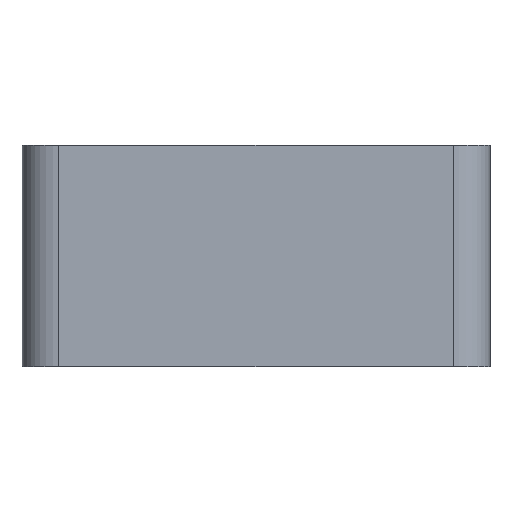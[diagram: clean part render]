
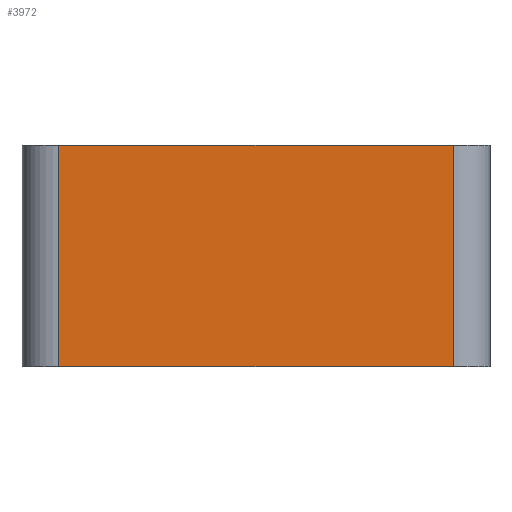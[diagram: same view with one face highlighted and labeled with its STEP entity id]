
A CAD part, front view. The second image highlights one B-rep face of the part: STEP entity #3972.
In plain terms, the highlighted planar face has unit normal (0, -1, 0).
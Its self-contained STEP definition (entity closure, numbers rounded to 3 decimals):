
#214=ORIENTED_EDGE('',*,*,#1028,.T.);
#215=ORIENTED_EDGE('',*,*,#1029,.F.);
#216=ORIENTED_EDGE('',*,*,#1030,.F.);
#217=ORIENTED_EDGE('',*,*,#1031,.T.);
#1028=EDGE_CURVE('',#1430,#1431,#1716,.T.);
#1029=EDGE_CURVE('',#1432,#1431,#1717,.T.);
#1030=EDGE_CURVE('',#1433,#1432,#1718,.T.);
#1031=EDGE_CURVE('',#1433,#1430,#1719,.T.);
#1430=VERTEX_POINT('',#5158);
#1431=VERTEX_POINT('',#5159);
#1432=VERTEX_POINT('',#5161);
#1433=VERTEX_POINT('',#5163);
#1716=LINE('',#5157,#2056);
#1717=LINE('',#5160,#2057);
#1718=LINE('',#5162,#2058);
#1719=LINE('',#5164,#2059);
#2056=VECTOR('',#4411,1000.);
#2057=VECTOR('',#4412,1000.);
#2058=VECTOR('',#4413,1000.);
#2059=VECTOR('',#4414,1000.);
#2360=EDGE_LOOP('',(#214,#215,#216,#217));
#2552=FACE_BOUND('',#2360,.T.);
#2740=PLANE('',#4143);
#3972=ADVANCED_FACE('',(#2552),#2740,.F.);
#4143=AXIS2_PLACEMENT_3D('',#5156,#4409,#4410);
#4409=DIRECTION('',(0.,1.,0.));
#4410=DIRECTION('',(0.,0.,1.));
#4411=DIRECTION('',(1.,0.,0.));
#4412=DIRECTION('',(0.,0.,-1.));
#4413=DIRECTION('',(1.,0.,0.));
#4414=DIRECTION('',(0.,0.,-1.));
#5156=CARTESIAN_POINT('',(-1.6,-1.9,1.8));
#5157=CARTESIAN_POINT('',(-1.6,-1.9,0.));
#5158=CARTESIAN_POINT('',(-1.6,-1.9,0.));
#5159=CARTESIAN_POINT('',(1.6,-1.9,0.));
#5160=CARTESIAN_POINT('',(1.6,-1.9,1.8));
#5161=CARTESIAN_POINT('',(1.6,-1.9,1.8));
#5162=CARTESIAN_POINT('',(-1.6,-1.9,1.8));
#5163=CARTESIAN_POINT('',(-1.6,-1.9,1.8));
#5164=CARTESIAN_POINT('',(-1.6,-1.9,1.8));
